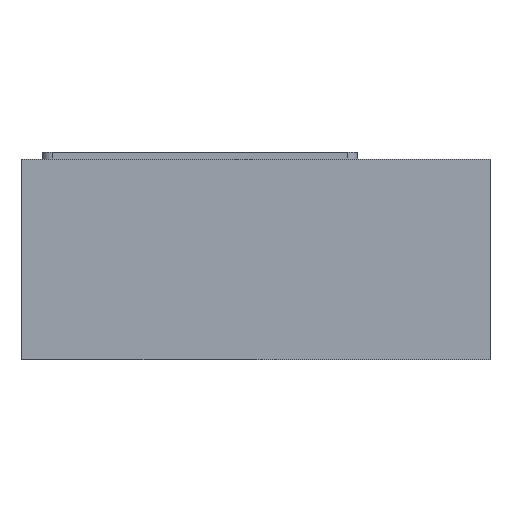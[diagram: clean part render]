
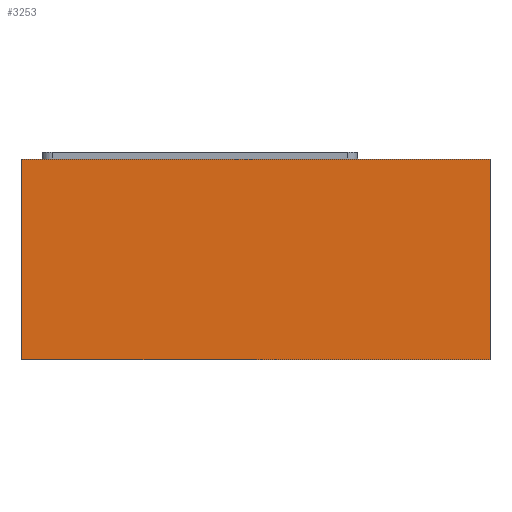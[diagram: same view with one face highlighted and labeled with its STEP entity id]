
A CAD part, front view. The second image highlights one B-rep face of the part: STEP entity #3253.
In plain terms, the highlighted planar face has unit normal (0, -1, 0).
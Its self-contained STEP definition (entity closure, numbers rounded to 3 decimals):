
#101=DIRECTION('',(-1.,0.,0.));
#102=VECTOR('',#101,7.);
#103=CARTESIAN_POINT('',(101.501,-21.629,-0.05));
#104=LINE('',#103,#102);
#521=DIRECTION('',(-1.,0.,0.));
#522=VECTOR('',#521,7.);
#523=CARTESIAN_POINT('',(101.501,-21.629,-3.05));
#524=LINE('',#523,#522);
#1618=DIRECTION('',(0.,0.,-1.));
#1619=VECTOR('',#1618,3.);
#1620=CARTESIAN_POINT('',(101.501,-21.629,-0.05));
#1621=LINE('',#1620,#1619);
#1639=DIRECTION('',(0.,0.,-1.));
#1640=VECTOR('',#1639,3.);
#1641=CARTESIAN_POINT('',(94.501,-21.629,-0.05));
#1642=LINE('',#1641,#1640);
#1856=CARTESIAN_POINT('',(101.501,-21.629,-0.05));
#1857=CARTESIAN_POINT('',(94.501,-21.629,-0.05));
#1858=VERTEX_POINT('',#1856);
#1859=VERTEX_POINT('',#1857);
#1864=CARTESIAN_POINT('',(101.501,-21.629,-3.05));
#1865=CARTESIAN_POINT('',(94.501,-21.629,-3.05));
#1866=VERTEX_POINT('',#1864);
#1867=VERTEX_POINT('',#1865);
#3240=CARTESIAN_POINT('',(101.501,-21.629,-0.05));
#3241=DIRECTION('',(0.,-1.,0.));
#3242=DIRECTION('',(-1.,0.,0.));
#3243=AXIS2_PLACEMENT_3D('',#3240,#3241,#3242);
#3244=PLANE('',#3243);
#3245=ORIENTED_EDGE('',*,*,#2173,.F.);
#3247=ORIENTED_EDGE('',*,*,#3246,.T.);
#3248=ORIENTED_EDGE('',*,*,#2409,.T.);
#3250=ORIENTED_EDGE('',*,*,#3249,.F.);
#3251=EDGE_LOOP('',(#3245,#3247,#3248,#3250));
#3252=FACE_OUTER_BOUND('',#3251,.F.);
#2173=EDGE_CURVE('',#1858,#1859,#104,.T.);
#2409=EDGE_CURVE('',#1866,#1867,#524,.T.);
#3246=EDGE_CURVE('',#1858,#1866,#1621,.T.);
#3249=EDGE_CURVE('',#1859,#1867,#1642,.T.);
#3253=ADVANCED_FACE('',(#3252),#3244,.T.);
